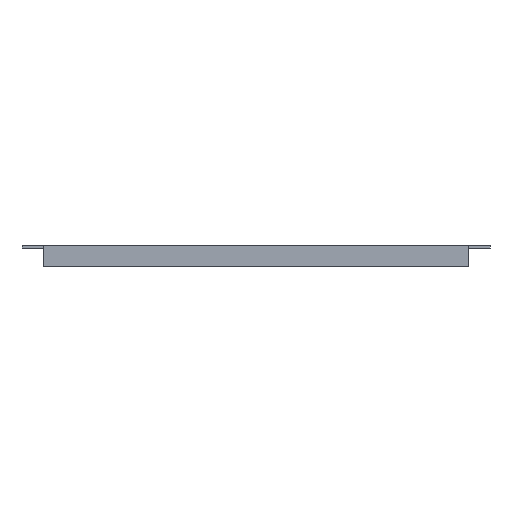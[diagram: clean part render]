
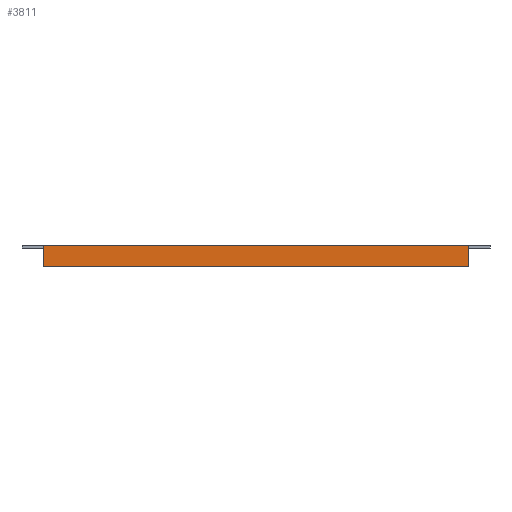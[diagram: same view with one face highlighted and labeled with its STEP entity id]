
A CAD part, front view. The second image highlights one B-rep face of the part: STEP entity #3811.
In plain terms, the highlighted planar face has unit normal (0, -1, 0).
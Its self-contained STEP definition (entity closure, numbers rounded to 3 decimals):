
#159 = VERTEX_POINT ( 'NONE', #4521 ) ;
#218 = EDGE_LOOP ( 'NONE', ( #750, #3909, #2975, #2496 ) ) ;
#318 = LINE ( 'NONE', #2387, #1363 ) ;
#327 = EDGE_CURVE ( 'NONE', #2033, #159, #2340, .T. ) ;
#341 = AXIS2_PLACEMENT_3D ( 'NONE', #4140, #559, #2162 ) ;
#426 = DIRECTION ( 'NONE',  ( 1., 0., 0. ) ) ;
#559 = DIRECTION ( 'NONE',  ( 0., -1., 0. ) ) ;
#571 = VECTOR ( 'NONE', #2409, 1000. ) ;
#750 = ORIENTED_EDGE ( 'NONE', *, *, #3590, .T. ) ;
#1100 = VECTOR ( 'NONE', #4399, 1000. ) ;
#1154 = LINE ( 'NONE', #1971, #1100 ) ;
#1363 = VECTOR ( 'NONE', #4514, 1000. ) ;
#1566 = CARTESIAN_POINT ( 'NONE',  ( -259., -30., 0. ) ) ;
#1773 = CARTESIAN_POINT ( 'NONE',  ( -235., -30., 0. ) ) ;
#1971 = CARTESIAN_POINT ( 'NONE',  ( -235., -30., -23. ) ) ;
#2033 = VERTEX_POINT ( 'NONE', #1773 ) ;
#2162 = DIRECTION ( 'NONE',  ( 0., 0., -1. ) ) ;
#2257 = VERTEX_POINT ( 'NONE', #3486 ) ;
#2340 = LINE ( 'NONE', #1566, #571 ) ;
#2387 = CARTESIAN_POINT ( 'NONE',  ( 235., -30., -23. ) ) ;
#2409 = DIRECTION ( 'NONE',  ( 1., 0., 0. ) ) ;
#2496 = ORIENTED_EDGE ( 'NONE', *, *, #4840, .T. ) ;
#2522 = PLANE ( 'NONE',  #341 ) ;
#2551 = FACE_OUTER_BOUND ( 'NONE', #218, .T. ) ;
#2686 = EDGE_CURVE ( 'NONE', #4506, #2033, #1154, .T. ) ;
#2836 = LINE ( 'NONE', #4031, #3466 ) ;
#2975 = ORIENTED_EDGE ( 'NONE', *, *, #2686, .F. ) ;
#3268 = CARTESIAN_POINT ( 'NONE',  ( -235., -30., -23. ) ) ;
#3466 = VECTOR ( 'NONE', #426, 1000. ) ;
#3486 = CARTESIAN_POINT ( 'NONE',  ( 235., -30., -23. ) ) ;
#3590 = EDGE_CURVE ( 'NONE', #2257, #159, #318, .T. ) ;
#3811 = ADVANCED_FACE ( 'NONE', ( #2551 ), #2522, .T. ) ;
#3909 = ORIENTED_EDGE ( 'NONE', *, *, #327, .F. ) ;
#4031 = CARTESIAN_POINT ( 'NONE',  ( -259., -30., -23. ) ) ;
#4140 = CARTESIAN_POINT ( 'NONE',  ( -259., -30., -23. ) ) ;
#4399 = DIRECTION ( 'NONE',  ( 0., 0., 1. ) ) ;
#4506 = VERTEX_POINT ( 'NONE', #3268 ) ;
#4514 = DIRECTION ( 'NONE',  ( 0., 0., 1. ) ) ;
#4521 = CARTESIAN_POINT ( 'NONE',  ( 235., -30., 0. ) ) ;
#4840 = EDGE_CURVE ( 'NONE', #4506, #2257, #2836, .T. ) ;
